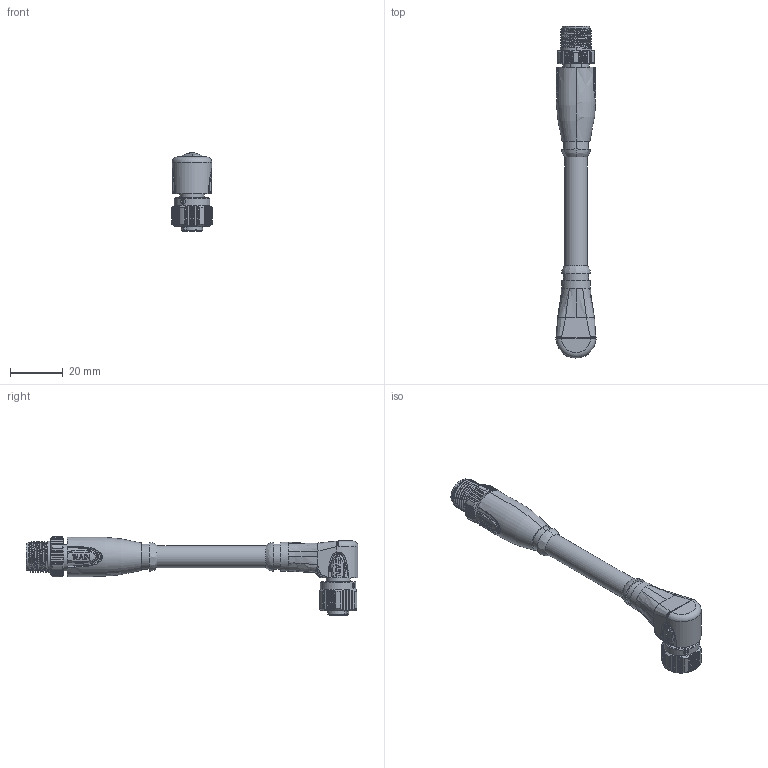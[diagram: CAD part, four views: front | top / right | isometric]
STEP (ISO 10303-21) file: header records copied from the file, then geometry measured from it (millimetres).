
FILE_DESCRIPTION(/* description */ (''),/* implementation_level */ '2;1');
FILE_NAME(/* name */ '1630045004063_02-M12-M04A-T_F04A-S-0.6-PUR_成品_stp_1.stp',/* time_stamp */ '2024-01-08T09:31:19+08:00',/* author */ (''),/* organization */ (''),/* preprocessor_version */ 'ST-DEVELOPER v18.1',/* originating_system */ 'SIEMENS PLM Software NX 1980',/* authorisation */ '');
FILE_SCHEMA (('AUTOMOTIVE_DESIGN { 1 0 10303 214 3 1 1 1 }'));
Length unit declared in the file: millimetre
Products named in the file (1): 1630045004063_02-M12-M04A-T_F04A-S-0.6-PUR_成品_
stp
Bounding box: 15.19 x 126.03 x 29.8 mm (x, y, z)
Volume: 14952.4 mm3; surface area: 8077.9 mm2
Topology: 1 solids, 3 shells, 837 faces, 2295 edges, 1488 vertices
Faces by surface type: plane 448, cylinder 229, bspline 71, cone 52, torus 19, sphere 10, revolution 4, extrusion 4
Full cylindrical faces by diameter (mm): 1.15 x5, 1.96 x5, 8.5 x1, 9.1 x1, 9.2 x2, 9.5 x1, 10.4 x1, 11 x1
Entity records: 40249 total; most frequent: CARTESIAN_POINT 21526, ORIENTED_EDGE 4454, DIRECTION 2893, EDGE_CURVE 2227, VERTEX_POINT 1468, B_SPLINE_CURVE_WITH_KNOTS 1184, AXIS2_PLACEMENT_3D 1084, EDGE_LOOP 931
